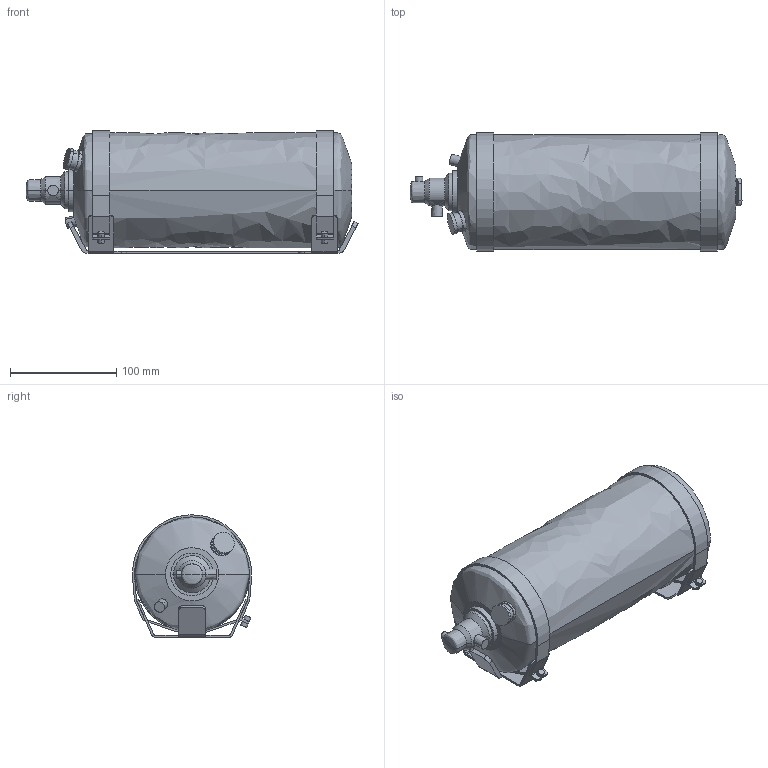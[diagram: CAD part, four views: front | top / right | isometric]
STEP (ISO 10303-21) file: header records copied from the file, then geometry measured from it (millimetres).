
FILE_DESCRIPTION(/* description */ (''),/* implementation_level */ '2;1');
FILE_NAME(/* name */ 'FireExtinguisher_FEV-FESG1700E',/* time_stamp */ '2017-05-04T16:56:28+09:00',/* author */ (''),/* organization */ (''),/* preprocessor_version */ 'ST-DEVELOPER v15',/* originating_system */ '',/* authorisation */ '');
FILE_SCHEMA (('AUTOMOTIVE_DESIGN'));
Length unit declared in the file: millimetre
Products named in the file (1): Document
Bounding box: 311.96 x 111.78 x 114.92 mm (x, y, z)
Volume: 2374794.2 mm3; surface area: 163583 mm2
Topology: 4 solids, 4 shells, 176 faces, 462 edges, 299 vertices
Faces by surface type: bspline 142, plane 34
Entity records: 5537 total; most frequent: CARTESIAN_POINT 3065, ORIENTED_EDGE 920, EDGE_CURVE 460, VERTEX_POINT 299, EDGE_LOOP 187, ADVANCED_FACE 176, FACE_OUTER_BOUND 176, B_SPLINE_CURVE_WITH_KNOTS 70
